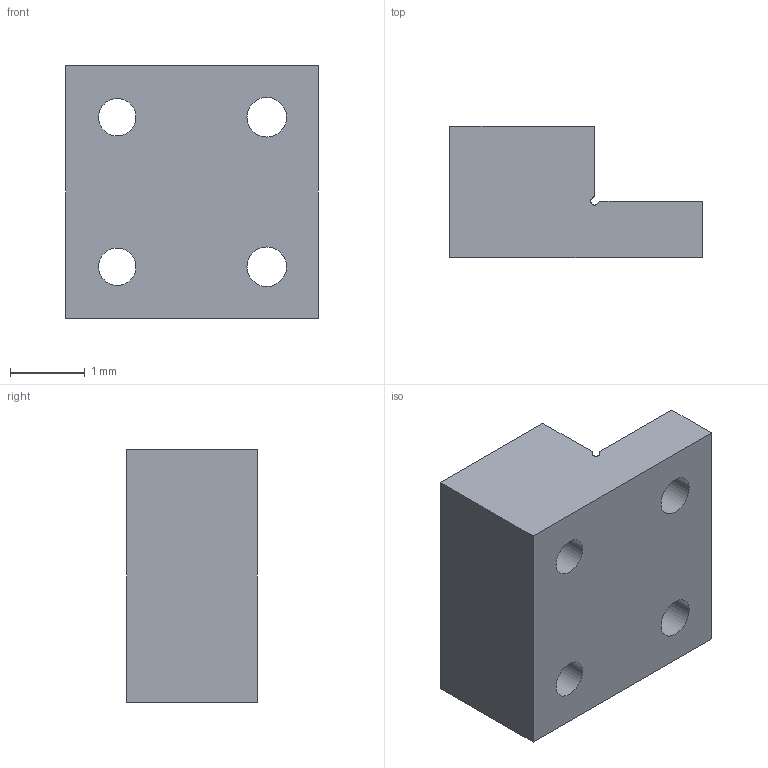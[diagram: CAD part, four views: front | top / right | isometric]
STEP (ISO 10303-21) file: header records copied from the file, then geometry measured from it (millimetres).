
FILE_DESCRIPTION(('produced by SPATIAL CORP'),'2;1');
FILE_NAME( 'EdgeSupportS1.hh.sat.stp','2002-04-19T11:16:24+00:00',('SPATIAL CORP'),('SPATIAL CORP'),'ACIS STEP Husk','http://www.spatial.com','SPATIAL CORP' );
FILE_SCHEMA(('CONFIG_CONTROL_DESIGN'));
Length unit declared in the file: millimetre
Products named in the file (1): PRODUCT_ID_1
Bounding box: 3.38 x 1.75 x 3.38 mm (x, y, z)
Volume: 13.1 mm3; surface area: 54.7 mm2
Topology: 1 solids, 1 shells, 45 faces, 108 edges, 69 vertices
Faces by surface type: cylinder 23, plane 16, cone 6
Entity records: 1221 total; most frequent: ORIENTED_EDGE 212, CARTESIAN_POINT 182, DIRECTION 170, EDGE_CURVE 106, VERTEX_POINT 69, EDGE_LOOP 59, FACE_BOUND 59, AXIS2_PLACEMENT_3D 57
